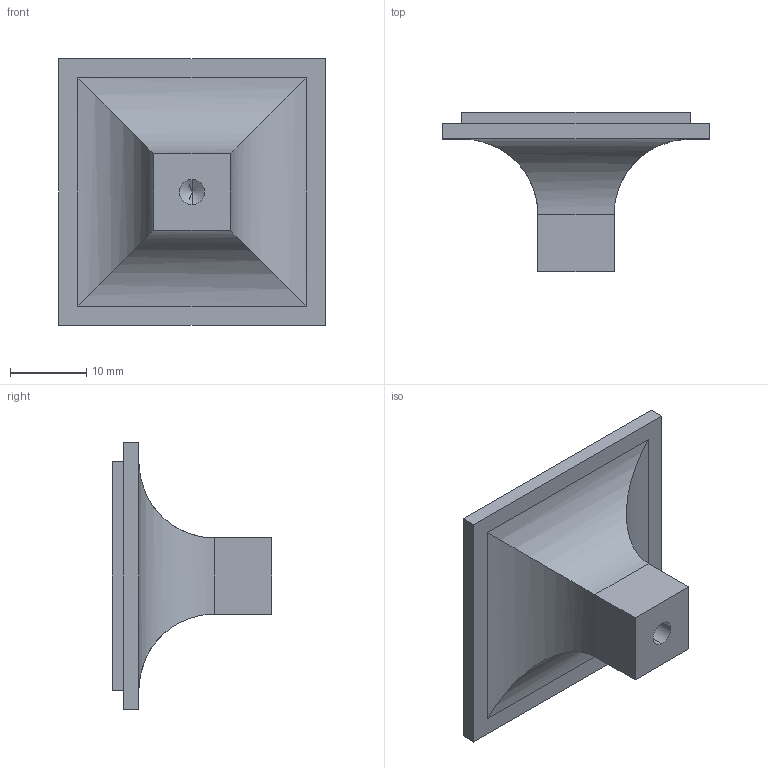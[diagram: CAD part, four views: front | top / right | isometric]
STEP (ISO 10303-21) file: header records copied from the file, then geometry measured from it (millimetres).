
FILE_DESCRIPTION (( 'STEP AP214' ), '1' );
FILE_NAME ('F003241,F003242_3D.step', '2022-08-15T13:05:31', ( '' ), ( '' ), 'SwSTEP 2.0', 'SolidWorks 2020', '' );
FILE_SCHEMA (( 'AUTOMOTIVE_DESIGN' ));
Length unit declared in the file: millimetre
Products named in the file (1): F003241,F003242_3D
Bounding box: 35 x 21 x 35 mm (x, y, z)
Volume: 6042.9 mm3; surface area: 3635.3 mm2
Topology: 1 solids, 1 shells, 42 faces, 102 edges, 65 vertices
Faces by surface type: plane 34, cylinder 6, cone 2
Entity records: 1244 total; most frequent: CARTESIAN_POINT 220, ORIENTED_EDGE 200, DIRECTION 186, EDGE_CURVE 100, VECTOR 92, LINE 92, VERTEX_POINT 65, AXIS2_PLACEMENT_3D 47
